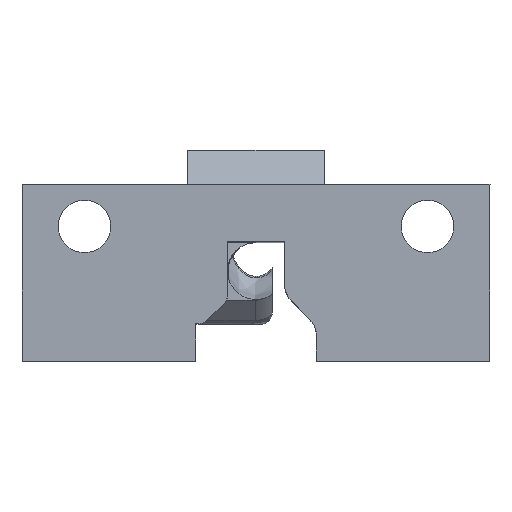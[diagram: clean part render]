
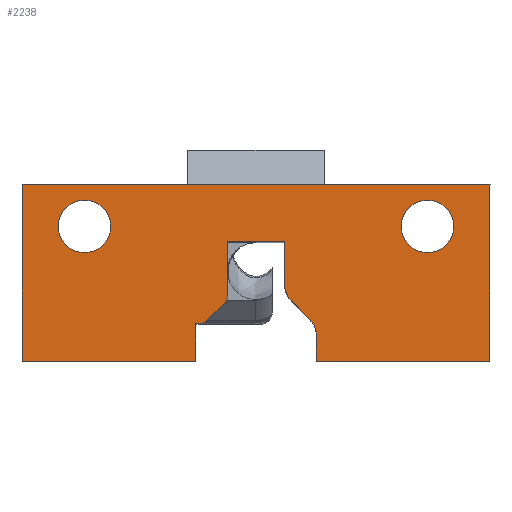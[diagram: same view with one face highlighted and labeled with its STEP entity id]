
A CAD part, top view. The second image highlights one B-rep face of the part: STEP entity #2238.
In plain terms, the highlighted planar face has unit normal (0, 0, 1).
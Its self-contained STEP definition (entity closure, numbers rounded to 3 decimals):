
#24=FACE_BOUND('',#723,.T.);
#25=FACE_BOUND('',#724,.T.);
#35=PLANE('',#2396);
#130=LINE('',#3499,#335);
#135=LINE('',#3511,#340);
#136=LINE('',#3515,#341);
#137=LINE('',#3517,#342);
#138=LINE('',#3519,#343);
#139=LINE('',#3523,#344);
#140=LINE('',#3527,#345);
#141=LINE('',#3529,#346);
#142=LINE('',#3531,#347);
#143=LINE('',#3533,#348);
#144=LINE('',#3535,#349);
#145=LINE('',#3537,#350);
#146=LINE('',#3539,#351);
#147=LINE('',#3540,#352);
#335=VECTOR('',#2671,10.);
#340=VECTOR('',#2680,10.);
#341=VECTOR('',#2683,10.);
#342=VECTOR('',#2684,10.);
#343=VECTOR('',#2685,10.);
#344=VECTOR('',#2688,10.);
#345=VECTOR('',#2691,10.);
#346=VECTOR('',#2692,10.);
#347=VECTOR('',#2693,10.);
#348=VECTOR('',#2694,10.);
#349=VECTOR('',#2695,10.);
#350=VECTOR('',#2696,10.);
#351=VECTOR('',#2697,10.);
#352=VECTOR('',#2698,10.);
#592=FACE_OUTER_BOUND('',#722,.T.);
#722=EDGE_LOOP('',(#1582,#1583,#1584,#1585,#1586,#1587,#1588,#1589,#1590,
#1591,#1592,#1593,#1594,#1595,#1596,#1597,#1598,#1599));
#723=EDGE_LOOP('',(#1600));
#724=EDGE_LOOP('',(#1601));
#887=CIRCLE('',#2385,1.);
#892=CIRCLE('',#2397,1.);
#893=CIRCLE('',#2398,2.);
#894=CIRCLE('',#2399,2.);
#895=CIRCLE('',#2400,2.3);
#896=CIRCLE('',#2401,2.3);
#979=VERTEX_POINT('',#3448);
#980=VERTEX_POINT('',#3450);
#988=VERTEX_POINT('',#3498);
#993=VERTEX_POINT('',#3510);
#994=VERTEX_POINT('',#3512);
#995=VERTEX_POINT('',#3514);
#996=VERTEX_POINT('',#3516);
#997=VERTEX_POINT('',#3518);
#998=VERTEX_POINT('',#3520);
#999=VERTEX_POINT('',#3522);
#1000=VERTEX_POINT('',#3524);
#1001=VERTEX_POINT('',#3526);
#1002=VERTEX_POINT('',#3528);
#1003=VERTEX_POINT('',#3530);
#1004=VERTEX_POINT('',#3532);
#1005=VERTEX_POINT('',#3534);
#1006=VERTEX_POINT('',#3536);
#1007=VERTEX_POINT('',#3538);
#1008=VERTEX_POINT('',#3541);
#1009=VERTEX_POINT('',#3543);
#1203=EDGE_CURVE('',#979,#980,#887,.T.);
#1215=EDGE_CURVE('',#988,#980,#130,.T.);
#1221=EDGE_CURVE('',#993,#979,#135,.T.);
#1222=EDGE_CURVE('',#994,#993,#892,.T.);
#1223=EDGE_CURVE('',#994,#995,#136,.T.);
#1224=EDGE_CURVE('',#996,#995,#137,.T.);
#1225=EDGE_CURVE('',#997,#996,#138,.T.);
#1226=EDGE_CURVE('',#998,#997,#893,.T.);
#1227=EDGE_CURVE('',#999,#998,#139,.T.);
#1228=EDGE_CURVE('',#1000,#999,#894,.T.);
#1229=EDGE_CURVE('',#1001,#1000,#140,.T.);
#1230=EDGE_CURVE('',#1002,#1001,#141,.T.);
#1231=EDGE_CURVE('',#1002,#1003,#142,.T.);
#1232=EDGE_CURVE('',#1004,#1003,#143,.T.);
#1233=EDGE_CURVE('',#1004,#1005,#144,.T.);
#1234=EDGE_CURVE('',#1006,#1005,#145,.T.);
#1235=EDGE_CURVE('',#1007,#1006,#146,.T.);
#1236=EDGE_CURVE('',#1007,#988,#147,.T.);
#1237=EDGE_CURVE('',#1008,#1008,#895,.T.);
#1238=EDGE_CURVE('',#1009,#1009,#896,.T.);
#1582=ORIENTED_EDGE('',*,*,#1203,.F.);
#1583=ORIENTED_EDGE('',*,*,#1221,.F.);
#1584=ORIENTED_EDGE('',*,*,#1222,.F.);
#1585=ORIENTED_EDGE('',*,*,#1223,.T.);
#1586=ORIENTED_EDGE('',*,*,#1224,.F.);
#1587=ORIENTED_EDGE('',*,*,#1225,.F.);
#1588=ORIENTED_EDGE('',*,*,#1226,.F.);
#1589=ORIENTED_EDGE('',*,*,#1227,.F.);
#1590=ORIENTED_EDGE('',*,*,#1228,.F.);
#1591=ORIENTED_EDGE('',*,*,#1229,.F.);
#1592=ORIENTED_EDGE('',*,*,#1230,.F.);
#1593=ORIENTED_EDGE('',*,*,#1231,.T.);
#1594=ORIENTED_EDGE('',*,*,#1232,.F.);
#1595=ORIENTED_EDGE('',*,*,#1233,.T.);
#1596=ORIENTED_EDGE('',*,*,#1234,.F.);
#1597=ORIENTED_EDGE('',*,*,#1235,.F.);
#1598=ORIENTED_EDGE('',*,*,#1236,.T.);
#1599=ORIENTED_EDGE('',*,*,#1215,.T.);
#1600=ORIENTED_EDGE('',*,*,#1237,.F.);
#1601=ORIENTED_EDGE('',*,*,#1238,.F.);
#2238=ADVANCED_FACE('',(#592,#24,#25),#35,.F.);
#2385=AXIS2_PLACEMENT_3D('',#3451,#2646,#2647);
#2396=AXIS2_PLACEMENT_3D('',#3509,#2678,#2679);
#2397=AXIS2_PLACEMENT_3D('',#3513,#2681,#2682);
#2398=AXIS2_PLACEMENT_3D('',#3521,#2686,#2687);
#2399=AXIS2_PLACEMENT_3D('',#3525,#2689,#2690);
#2400=AXIS2_PLACEMENT_3D('',#3542,#2699,#2700);
#2401=AXIS2_PLACEMENT_3D('',#3544,#2701,#2702);
#2646=DIRECTION('center_axis',(0.,0.,
-1.));
#2647=DIRECTION('ref_axis',(0.383,-0.924,0.));
#2671=DIRECTION('',(1.,0.,0.));
#2678=DIRECTION('center_axis',(0.,0.,
-1.));
#2679=DIRECTION('ref_axis',(1.,0.,0.));
#2680=DIRECTION('',(-0.707,-0.707,0.));
#2681=DIRECTION('center_axis',(0.,0.,
-1.));
#2682=DIRECTION('ref_axis',(0.924,-0.383,0.));
#2683=DIRECTION('',(0.,1.,0.));
#2684=DIRECTION('',(-1.,0.,0.));
#2685=DIRECTION('',(0.,1.,0.));
#2686=DIRECTION('center_axis',(0.,0.,
-1.));
#2687=DIRECTION('ref_axis',(-0.924,-0.383,0.));
#2688=DIRECTION('',(-0.707,0.707,0.));
#2689=DIRECTION('center_axis',(0.,0.,
1.));
#2690=DIRECTION('ref_axis',(0.924,0.383,0.));
#2691=DIRECTION('',(0.,1.,0.));
#2692=DIRECTION('',(-1.,0.,0.));
#2693=DIRECTION('',(0.,1.,0.));
#2694=DIRECTION('',(1.,0.,0.));
#2695=DIRECTION('',(0.,-1.,0.));
#2696=DIRECTION('',(-1.,0.,0.));
#2697=DIRECTION('',(-1.,0.,0.));
#2698=DIRECTION('',(0.,1.,0.));
#2699=DIRECTION('center_axis',(0.,0.,
1.));
#2700=DIRECTION('ref_axis',(1.,0.,0.));
#2701=DIRECTION('center_axis',(0.,0.,
1.));
#2702=DIRECTION('ref_axis',(1.,0.,0.));
#3448=CARTESIAN_POINT('',(-3.91,-8.432,-4.188));
#3450=CARTESIAN_POINT('',(-4.617,-8.725,-4.188));
#3451=CARTESIAN_POINT('Origin',(-4.617,-7.725,-4.188));
#3498=CARTESIAN_POINT('',(-4.902,-8.725,-4.188));
#3499=CARTESIAN_POINT('',(-2.252,-8.725,-4.188));
#3509=CARTESIAN_POINT('Origin',(0.398,-4.272,-4.188));
#3510=CARTESIAN_POINT('',(-2.395,-6.918,-4.188));
#3511=CARTESIAN_POINT('',(-1.414,-5.937,-4.188));
#3512=CARTESIAN_POINT('',(-2.102,-6.211,-4.188));
#3513=CARTESIAN_POINT('Origin',(-3.102,-6.211,-4.188));
#3514=CARTESIAN_POINT('',(-2.102,-1.564,-4.188));
#3515=CARTESIAN_POINT('',(-2.102,-3.022,-4.188));
#3516=CARTESIAN_POINT('',(2.898,-1.564,-4.188));
#3517=CARTESIAN_POINT('',(2.898,-1.564,-4.188));
#3518=CARTESIAN_POINT('',(2.898,-5.298,-4.188));
#3519=CARTESIAN_POINT('',(2.898,-8.926,-4.188));
#3520=CARTESIAN_POINT('',(3.483,-6.712,-4.188));
#3521=CARTESIAN_POINT('Origin',(4.898,-5.298,-4.188));
#3522=CARTESIAN_POINT('',(5.112,-8.34,-4.188));
#3523=CARTESIAN_POINT('',(2.509,-5.738,-4.188));
#3524=CARTESIAN_POINT('',(5.698,-9.754,-4.188));
#3525=CARTESIAN_POINT('Origin',(3.698,-9.754,-4.188));
#3526=CARTESIAN_POINT('',(5.698,-12.022,-4.188));
#3527=CARTESIAN_POINT('',(5.698,-12.022,-4.188));
#3528=CARTESIAN_POINT('',(20.898,-12.022,-4.188));
#3529=CARTESIAN_POINT('',(22.894,-12.022,-4.188));
#3530=CARTESIAN_POINT('',(20.898,3.478,-4.188));
#3531=CARTESIAN_POINT('',(20.898,-8.397,-4.188));
#3532=CARTESIAN_POINT('',(-20.102,3.478,-4.188));
#3533=CARTESIAN_POINT('',(-22.102,3.478,-4.188));
#3534=CARTESIAN_POINT('',(-20.102,-12.022,-4.188));
#3535=CARTESIAN_POINT('',(-20.102,-0.397,-4.188));
#3536=CARTESIAN_POINT('',(-18.602,-12.022,-4.188));
#3537=CARTESIAN_POINT('',(-18.602,-12.022,-4.188));
#3538=CARTESIAN_POINT('',(-4.902,-12.022,-4.188));
#3539=CARTESIAN_POINT('',(-4.902,-12.022,-4.188));
#3540=CARTESIAN_POINT('',(-4.902,-6.599,-4.188));
#3541=CARTESIAN_POINT('',(-16.927,-0.192,-4.188));
#3542=CARTESIAN_POINT('Origin',(-14.627,-0.192,-4.188));
#3543=CARTESIAN_POINT('',(13.123,-0.192,-4.188));
#3544=CARTESIAN_POINT('Origin',(15.423,-0.192,-4.188));
